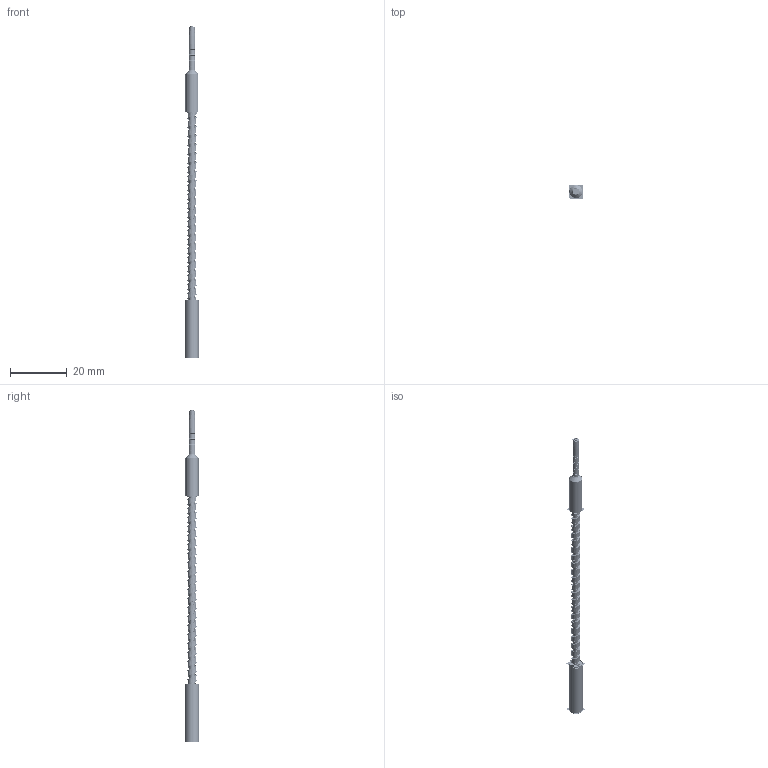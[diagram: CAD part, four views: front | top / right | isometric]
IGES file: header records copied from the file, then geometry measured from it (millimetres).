
Start section:  PTC IGES file: 161873.igs
Global section: file name: 161873.igs; native system: Creo Parametric by PTC Inc.; preprocessor: 2019292; author: PDMAdmin; organization: Unknown; date: 20210706.143352; units: millimetre
Bounding box: 4.78 x 4.94 x 116.83 mm (x, y, z)
Volume: 501.2 mm3; surface area: 14107.4 mm2
Topology: 3 solids, 3 shells, 998 faces, 4852 edges, 6205 vertices
Faces by surface type: revolution 836, bspline 162
